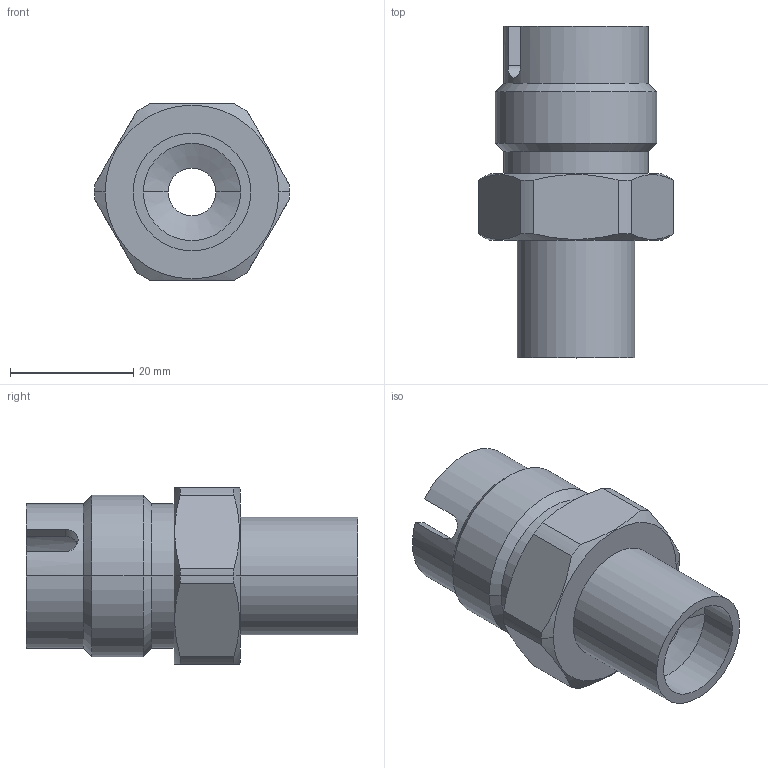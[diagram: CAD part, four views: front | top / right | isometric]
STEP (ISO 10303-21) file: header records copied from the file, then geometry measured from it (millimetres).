
FILE_DESCRIPTION (( 'STEP AP203' ), '1' );
FILE_NAME ('AD-640MSS-12TS.step', '2013-09-20T20:58:14', ( 'Admin' ), ( 'Hewlett-Packard Company' ), 'SwSTEP 2.0', 'SolidWorks 2011', '' );
FILE_SCHEMA (( 'CONFIG_CONTROL_DESIGN' ));
Length unit declared in the file: inch
Products named in the file (1): AD-640MSS-12TS
Bounding box: 31.67 x 53.85 x 28.57 mm (x, y, z)
Volume: 16890 mm3; surface area: 7353.4 mm2
Topology: 1 solids, 1 shells, 57 faces, 142 edges, 90 vertices
Faces by surface type: cylinder 28, plane 19, cone 10
Entity records: 1973 total; most frequent: CARTESIAN_POINT 514, DIRECTION 300, ORIENTED_EDGE 284, EDGE_CURVE 142, AXIS2_PLACEMENT_3D 120, VERTEX_POINT 90, CIRCLE 62, EDGE_LOOP 62
